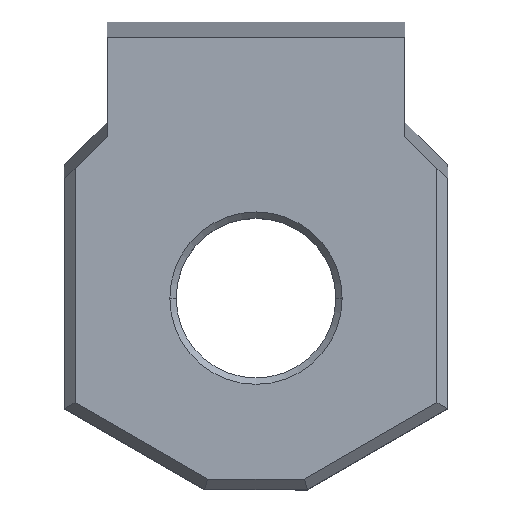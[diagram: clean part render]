
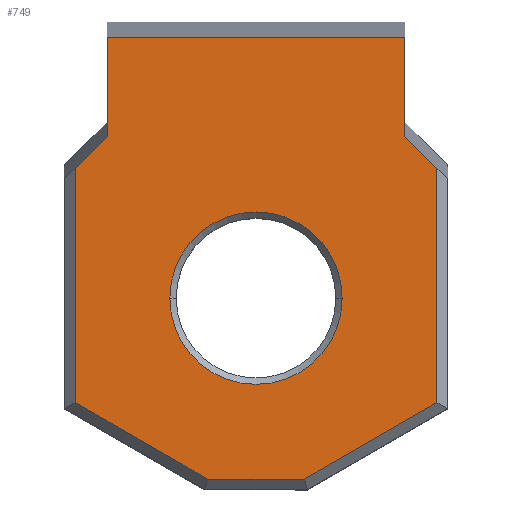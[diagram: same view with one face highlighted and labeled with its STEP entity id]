
A CAD part, top view. The second image highlights one B-rep face of the part: STEP entity #749.
In plain terms, the highlighted planar face has unit normal (0, 0, 1).
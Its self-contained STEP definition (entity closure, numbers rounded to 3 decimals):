
#29 = CIRCLE ( 'NONE', #1660, 4.05 ) ;
#37 = DIRECTION ( 'NONE',  ( 0., 1., 0. ) ) ;
#50 = ORIENTED_EDGE ( 'NONE', *, *, #243, .T. ) ;
#82 = FACE_OUTER_BOUND ( 'NONE', #1411, .T. ) ;
#99 = ORIENTED_EDGE ( 'NONE', *, *, #572, .T. ) ;
#101 = CARTESIAN_POINT ( 'NONE',  ( 0.353, -0.611, 14. ) ) ;
#113 = DIRECTION ( 'NONE',  ( 0.866, 0.5, 0. ) ) ;
#122 = LINE ( 'NONE', #101, #676 ) ;
#134 = DIRECTION ( 'NONE',  ( 0., 0., -1. ) ) ;
#141 = ORIENTED_EDGE ( 'NONE', *, *, #175, .T. ) ;
#151 = DIRECTION ( 'NONE',  ( 0., -1., 0. ) ) ;
#175 = EDGE_CURVE ( 'NONE', #1535, #1670, #803, .T. ) ;
#177 = EDGE_CURVE ( 'NONE', #1636, #1316, #1527, .T. ) ;
#178 = VERTEX_POINT ( 'NONE', #1641 ) ;
#243 = EDGE_CURVE ( 'NONE', #1309, #1316, #1386, .T. ) ;
#244 = AXIS2_PLACEMENT_3D ( 'NONE', #1780, #565, #1142 ) ;
#248 = CARTESIAN_POINT ( 'NONE',  ( 6.991, 21.266, 14. ) ) ;
#320 = VECTOR ( 'NONE', #1773, 1000. ) ;
#331 = ORIENTED_EDGE ( 'NONE', *, *, #706, .T. ) ;
#342 = EDGE_LOOP ( 'NONE', ( #447, #331 ) ) ;
#372 = VECTOR ( 'NONE', #37, 1000. ) ;
#424 = VECTOR ( 'NONE', #490, 1000. ) ;
#447 = ORIENTED_EDGE ( 'NONE', *, *, #817, .T. ) ;
#450 = CARTESIAN_POINT ( 'NONE',  ( 2.278, 0.5, 14. ) ) ;
#457 = VERTEX_POINT ( 'NONE', #1467 ) ;
#485 = LINE ( 'NONE', #1069, #1512 ) ;
#490 = DIRECTION ( 'NONE',  ( 0., -1., 0. ) ) ;
#506 = LINE ( 'NONE', #1724, #1278 ) ;
#543 = VERTEX_POINT ( 'NONE', #1510 ) ;
#560 = ORIENTED_EDGE ( 'NONE', *, *, #1099, .T. ) ;
#565 = DIRECTION ( 'NONE',  ( 0., 0., -1. ) ) ;
#572 = EDGE_CURVE ( 'NONE', #1670, #1309, #122, .T. ) ;
#630 = LINE ( 'NONE', #1191, #750 ) ;
#637 = VECTOR ( 'NONE', #1624, 1000. ) ;
#645 = DIRECTION ( 'NONE',  ( 0., 1., 0. ) ) ;
#656 = CARTESIAN_POINT ( 'NONE',  ( 4.05, 9., 14. ) ) ;
#663 = VECTOR ( 'NONE', #1482, 1000. ) ;
#676 = VECTOR ( 'NONE', #113, 1000. ) ;
#703 = LINE ( 'NONE', #1255, #320 ) ;
#706 = EDGE_CURVE ( 'NONE', #888, #841, #1835, .T. ) ;
#712 = FACE_BOUND ( 'NONE', #342, .T. ) ;
#715 = EDGE_CURVE ( 'NONE', #1038, #543, #784, .T. ) ;
#738 = AXIS2_PLACEMENT_3D ( 'NONE', #761, #134, #1696 ) ;
#749 = ADVANCED_FACE ( 'NONE', ( #82, #712 ), #1264, .F. ) ;
#750 = VECTOR ( 'NONE', #1709, 1000. ) ;
#761 = CARTESIAN_POINT ( 'NONE',  ( 0., 9., 14. ) ) ;
#780 = VECTOR ( 'NONE', #151, 1000. ) ;
#784 = LINE ( 'NONE', #933, #780 ) ;
#789 = ORIENTED_EDGE ( 'NONE', *, *, #177, .F. ) ;
#803 = LINE ( 'NONE', #1114, #663 ) ;
#817 = EDGE_CURVE ( 'NONE', #841, #888, #29, .T. ) ;
#826 = EDGE_CURVE ( 'NONE', #1636, #1581, #506, .T. ) ;
#841 = VERTEX_POINT ( 'NONE', #656 ) ;
#888 = VERTEX_POINT ( 'NONE', #1427 ) ;
#918 = CARTESIAN_POINT ( 'NONE',  ( -8.5, 15.105, 14. ) ) ;
#933 = CARTESIAN_POINT ( 'NONE',  ( -8.5, 0., 14. ) ) ;
#949 = CARTESIAN_POINT ( 'NONE',  ( 0., 9., 14. ) ) ;
#1038 = VERTEX_POINT ( 'NONE', #918 ) ;
#1040 = ORIENTED_EDGE ( 'NONE', *, *, #1804, .T. ) ;
#1069 = CARTESIAN_POINT ( 'NONE',  ( 0., 21.266, 14. ) ) ;
#1085 = DIRECTION ( 'NONE',  ( 0., 0., -1. ) ) ;
#1099 = EDGE_CURVE ( 'NONE', #178, #457, #1196, .T. ) ;
#1114 = CARTESIAN_POINT ( 'NONE',  ( 0., 0.5, 14. ) ) ;
#1122 = CARTESIAN_POINT ( 'NONE',  ( 8.5, 4.093, 14. ) ) ;
#1134 = CARTESIAN_POINT ( 'NONE',  ( -2.278, 0.5, 14. ) ) ;
#1142 = DIRECTION ( 'NONE',  ( -1., 0., 0. ) ) ;
#1157 = ORIENTED_EDGE ( 'NONE', *, *, #715, .T. ) ;
#1191 = CARTESIAN_POINT ( 'NONE',  ( -11.763, 11.872, 14. ) ) ;
#1196 = LINE ( 'NONE', #1713, #424 ) ;
#1255 = CARTESIAN_POINT ( 'NONE',  ( -0.353, -0.611, 14. ) ) ;
#1264 = PLANE ( 'NONE',  #244 ) ;
#1278 = VECTOR ( 'NONE', #645, 1000. ) ;
#1309 = VERTEX_POINT ( 'NONE', #1122 ) ;
#1316 = VERTEX_POINT ( 'NONE', #1632 ) ;
#1344 = CARTESIAN_POINT ( 'NONE',  ( 8.5, 0., 14. ) ) ;
#1380 = ORIENTED_EDGE ( 'NONE', *, *, #1808, .T. ) ;
#1386 = LINE ( 'NONE', #1344, #372 ) ;
#1411 = EDGE_LOOP ( 'NONE', ( #1040, #1157, #1672, #141, #99, #50, #789, #1598, #1380, #560 ) ) ;
#1427 = CARTESIAN_POINT ( 'NONE',  ( -4.05, 9., 14. ) ) ;
#1467 = CARTESIAN_POINT ( 'NONE',  ( -6.991, 16.6, 14. ) ) ;
#1482 = DIRECTION ( 'NONE',  ( 1., 0., 0. ) ) ;
#1510 = CARTESIAN_POINT ( 'NONE',  ( -8.5, 4.093, 14. ) ) ;
#1512 = VECTOR ( 'NONE', #1580, 1000. ) ;
#1520 = CARTESIAN_POINT ( 'NONE',  ( 11.763, 11.872, 14. ) ) ;
#1524 = EDGE_CURVE ( 'NONE', #543, #1535, #703, .T. ) ;
#1527 = LINE ( 'NONE', #1520, #637 ) ;
#1535 = VERTEX_POINT ( 'NONE', #1134 ) ;
#1580 = DIRECTION ( 'NONE',  ( -1., 0., 0. ) ) ;
#1581 = VERTEX_POINT ( 'NONE', #248 ) ;
#1597 = DIRECTION ( 'NONE',  ( -1., 0., 0. ) ) ;
#1598 = ORIENTED_EDGE ( 'NONE', *, *, #826, .T. ) ;
#1624 = DIRECTION ( 'NONE',  ( 0.71, -0.704, 0. ) ) ;
#1632 = CARTESIAN_POINT ( 'NONE',  ( 8.5, 15.105, 14. ) ) ;
#1636 = VERTEX_POINT ( 'NONE', #1794 ) ;
#1641 = CARTESIAN_POINT ( 'NONE',  ( -6.991, 21.266, 14. ) ) ;
#1660 = AXIS2_PLACEMENT_3D ( 'NONE', #949, #1085, #1597 ) ;
#1670 = VERTEX_POINT ( 'NONE', #450 ) ;
#1672 = ORIENTED_EDGE ( 'NONE', *, *, #1524, .T. ) ;
#1696 = DIRECTION ( 'NONE',  ( -1., 0., 0. ) ) ;
#1709 = DIRECTION ( 'NONE',  ( -0.71, -0.704, 0. ) ) ;
#1713 = CARTESIAN_POINT ( 'NONE',  ( -6.991, 22., 14. ) ) ;
#1724 = CARTESIAN_POINT ( 'NONE',  ( 6.991, 22., 14. ) ) ;
#1773 = DIRECTION ( 'NONE',  ( 0.866, -0.5, 0. ) ) ;
#1780 = CARTESIAN_POINT ( 'NONE',  ( 0., 0., 14. ) ) ;
#1794 = CARTESIAN_POINT ( 'NONE',  ( 6.991, 16.6, 14. ) ) ;
#1804 = EDGE_CURVE ( 'NONE', #457, #1038, #630, .T. ) ;
#1808 = EDGE_CURVE ( 'NONE', #1581, #178, #485, .T. ) ;
#1835 = CIRCLE ( 'NONE', #738, 4.05 ) ;
